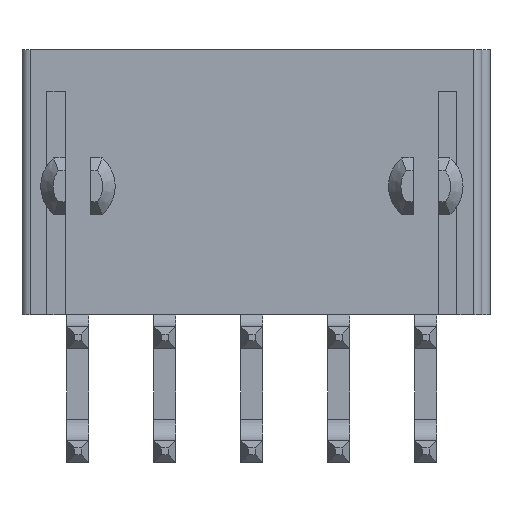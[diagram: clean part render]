
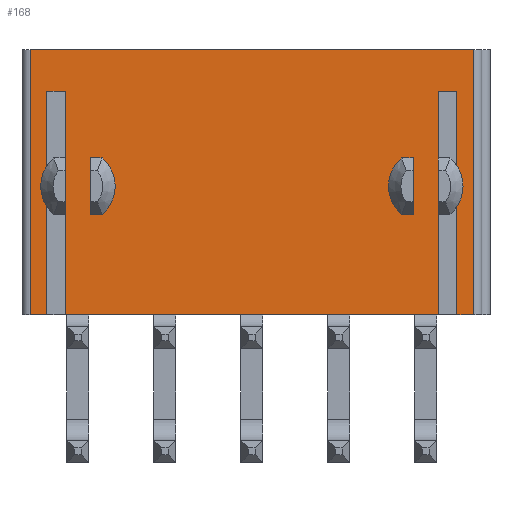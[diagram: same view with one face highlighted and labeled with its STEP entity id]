
A CAD part, front view. The second image highlights one B-rep face of the part: STEP entity #168.
In plain terms, the highlighted planar face has unit normal (0, -1, 0).
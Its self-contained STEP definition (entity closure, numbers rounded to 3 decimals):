
#168 = ADVANCED_FACE( '', ( #551, #552, #553 ), #554, .T. );
#551 = FACE_OUTER_BOUND( '', #1254, .T. );
#552 = FACE_BOUND( '', #1255, .T. );
#553 = FACE_BOUND( '', #1256, .T. );
#554 = PLANE( '', #1257 );
#1254 = EDGE_LOOP( '', ( #2182, #2183, #2184, #2185, #2186, #2187, #2188, #2189, #2190, #2191, #2192, #2193 ) );
#1255 = EDGE_LOOP( '', ( #2194, #2195 ) );
#1256 = EDGE_LOOP( '', ( #2196, #2197 ) );
#1257 = AXIS2_PLACEMENT_3D( '', #2198, #2199, #2200 );
#2182 = ORIENTED_EDGE( '', *, *, #4674, .F. );
#2183 = ORIENTED_EDGE( '', *, *, #4545, .F. );
#2184 = ORIENTED_EDGE( '', *, *, #4675, .T. );
#2185 = ORIENTED_EDGE( '', *, *, #4676, .T. );
#2186 = ORIENTED_EDGE( '', *, *, #4667, .F. );
#2187 = ORIENTED_EDGE( '', *, *, #4553, .F. );
#2188 = ORIENTED_EDGE( '', *, *, #4677, .T. );
#2189 = ORIENTED_EDGE( '', *, *, #4678, .F. );
#2190 = ORIENTED_EDGE( '', *, *, #4679, .T. );
#2191 = ORIENTED_EDGE( '', *, *, #4549, .F. );
#2192 = ORIENTED_EDGE( '', *, *, #4680, .T. );
#2193 = ORIENTED_EDGE( '', *, *, #4681, .F. );
#2194 = ORIENTED_EDGE( '', *, *, #4682, .T. );
#2195 = ORIENTED_EDGE( '', *, *, #4683, .T. );
#2196 = ORIENTED_EDGE( '', *, *, #4684, .T. );
#2197 = ORIENTED_EDGE( '', *, *, #4685, .T. );
#2198 = CARTESIAN_POINT( '', ( 11.1, 0.4, 0. ) );
#2199 = DIRECTION( '', ( 0., -1., 0. ) );
#2200 = DIRECTION( '', ( 0., 0., -1. ) );
#4545 = EDGE_CURVE( '', #5404, #5406, #5407, .T. );
#4549 = EDGE_CURVE( '', #5412, #5414, #5415, .T. );
#4553 = EDGE_CURVE( '', #5420, #5387, #5422, .T. );
#4667 = EDGE_CURVE( '', #5387, #5643, #5644, .T. );
#4674 = EDGE_CURVE( '', #5406, #5656, #5657, .T. );
#4675 = EDGE_CURVE( '', #5404, #5658, #5659, .T. );
#4676 = EDGE_CURVE( '', #5658, #5643, #5660, .T. );
#4677 = EDGE_CURVE( '', #5420, #5661, #5662, .T. );
#4678 = EDGE_CURVE( '', #5663, #5661, #5664, .T. );
#4679 = EDGE_CURVE( '', #5663, #5414, #5665, .T. );
#4680 = EDGE_CURVE( '', #5412, #5666, #5667, .T. );
#4681 = EDGE_CURVE( '', #5656, #5666, #5668, .T. );
#4682 = EDGE_CURVE( '', #5669, #5670, #5671, .T. );
#4683 = EDGE_CURVE( '', #5670, #5669, #5672, .T. );
#4684 = EDGE_CURVE( '', #5673, #5674, #5675, .T. );
#4685 = EDGE_CURVE( '', #5674, #5673, #5676, .T. );
#5387 = VERTEX_POINT( '', #6748 );
#5404 = VERTEX_POINT( '', #6769 );
#5406 = VERTEX_POINT( '', #6771 );
#5407 = LINE( '', #6772, #6773 );
#5412 = VERTEX_POINT( '', #6780 );
#5414 = VERTEX_POINT( '', #6783 );
#5415 = LINE( '', #6784, #6785 );
#5420 = VERTEX_POINT( '', #6792 );
#5422 = LINE( '', #6795, #6796 );
#5643 = VERTEX_POINT( '', #7126 );
#5644 = LINE( '', #7127, #7128 );
#5656 = VERTEX_POINT( '', #7145 );
#5657 = LINE( '', #7146, #7147 );
#5658 = VERTEX_POINT( '', #7148 );
#5659 = LINE( '', #7149, #7150 );
#5660 = LINE( '', #7151, #7152 );
#5661 = VERTEX_POINT( '', #7153 );
#5662 = LINE( '', #7154, #7155 );
#5663 = VERTEX_POINT( '', #7156 );
#5664 = LINE( '', #7157, #7158 );
#5665 = LINE( '', #7159, #7160 );
#5666 = VERTEX_POINT( '', #7161 );
#5667 = LINE( '', #7162, #7163 );
#5668 = LINE( '', #7164, #7165 );
#5669 = VERTEX_POINT( '', #7166 );
#5670 = VERTEX_POINT( '', #7167 );
#5671 = LINE( '', #7168, #7169 );
#5672 = CIRCLE( '', #7170, 1.5 );
#5673 = VERTEX_POINT( '', #7171 );
#5674 = VERTEX_POINT( '', #7172 );
#5675 = LINE( '', #7173, #7174 );
#5676 = CIRCLE( '', #7175, 1.5 );
#6748 = CARTESIAN_POINT( '', ( -10.7, 0.4, -12.8 ) );
#6769 = CARTESIAN_POINT( '', ( 10.7, 0.4, -12.8 ) );
#6771 = CARTESIAN_POINT( '', ( 9.9, 0.4, -12.8 ) );
#6772 = CARTESIAN_POINT( '', ( 10.7, 0.4, -12.8 ) );
#6773 = VECTOR( '', #8721, 1000. );
#6780 = CARTESIAN_POINT( '', ( 9.01, 0.4, -12.8 ) );
#6783 = CARTESIAN_POINT( '', ( -9.01, 0.4, -12.8 ) );
#6784 = CARTESIAN_POINT( '', ( 9.01, 0.4, -12.8 ) );
#6785 = VECTOR( '', #8725, 1000. );
#6792 = CARTESIAN_POINT( '', ( -9.9, 0.4, -12.8 ) );
#6795 = CARTESIAN_POINT( '', ( -9.9, 0.4, -12.8 ) );
#6796 = VECTOR( '', #8729, 1000. );
#7126 = CARTESIAN_POINT( '', ( -10.7, 0.4, 0. ) );
#7127 = CARTESIAN_POINT( '', ( -10.7, 0.4, -12.8 ) );
#7128 = VECTOR( '', #8851, 1000. );
#7145 = CARTESIAN_POINT( '', ( 9.9, 0.4, -2. ) );
#7146 = CARTESIAN_POINT( '', ( 9.9, 0.4, -12.8 ) );
#7147 = VECTOR( '', #8860, 1000. );
#7148 = CARTESIAN_POINT( '', ( 10.7, 0.4, 0. ) );
#7149 = CARTESIAN_POINT( '', ( 10.7, 0.4, -12.8 ) );
#7150 = VECTOR( '', #8861, 1000. );
#7151 = CARTESIAN_POINT( '', ( 10.7, 0.4, 0. ) );
#7152 = VECTOR( '', #8862, 1000. );
#7153 = CARTESIAN_POINT( '', ( -9.9, 0.4, -2. ) );
#7154 = CARTESIAN_POINT( '', ( -9.9, 0.4, -12.8 ) );
#7155 = VECTOR( '', #8863, 1000. );
#7156 = CARTESIAN_POINT( '', ( -9.01, 0.4, -2. ) );
#7157 = CARTESIAN_POINT( '', ( -9.01, 0.4, -2. ) );
#7158 = VECTOR( '', #8864, 1000. );
#7159 = CARTESIAN_POINT( '', ( -9.01, 0.4, -2. ) );
#7160 = VECTOR( '', #8865, 1000. );
#7161 = CARTESIAN_POINT( '', ( 9.01, 0.4, -2. ) );
#7162 = CARTESIAN_POINT( '', ( 9.01, 0.4, -12.8 ) );
#7163 = VECTOR( '', #8866, 1000. );
#7164 = CARTESIAN_POINT( '', ( 9.9, 0.4, -2. ) );
#7165 = VECTOR( '', #8867, 1000. );
#7166 = CARTESIAN_POINT( '', ( -7.79, 0.4, -7.97 ) );
#7167 = CARTESIAN_POINT( '', ( -7.79, 0.4, -5.23 ) );
#7168 = CARTESIAN_POINT( '', ( -7.79, 0.4, -7.97 ) );
#7169 = VECTOR( '', #8868, 1000. );
#7170 = AXIS2_PLACEMENT_3D( '', #8869, #8870, #8871 );
#7171 = CARTESIAN_POINT( '', ( 7.79, 0.4, -5.23 ) );
#7172 = CARTESIAN_POINT( '', ( 7.79, 0.4, -7.97 ) );
#7173 = CARTESIAN_POINT( '', ( 7.79, 0.4, -5.23 ) );
#7174 = VECTOR( '', #8872, 1000. );
#7175 = AXIS2_PLACEMENT_3D( '', #8873, #8874, #8875 );
#8721 = DIRECTION( '', ( -1., 0., 0. ) );
#8725 = DIRECTION( '', ( -1., 0., 0. ) );
#8729 = DIRECTION( '', ( -1., 0., 0. ) );
#8851 = DIRECTION( '', ( 0., 0., 1. ) );
#8860 = DIRECTION( '', ( 0., 0., 1. ) );
#8861 = DIRECTION( '', ( 0., 0., 1. ) );
#8862 = DIRECTION( '', ( -1., 0., 0. ) );
#8863 = DIRECTION( '', ( 0., 0., 1. ) );
#8864 = DIRECTION( '', ( -1., 0., 0. ) );
#8865 = DIRECTION( '', ( 0., 0., -1. ) );
#8866 = DIRECTION( '', ( 0., 0., 1. ) );
#8867 = DIRECTION( '', ( -1., 0., 0. ) );
#8868 = DIRECTION( '', ( 0., 0., 1. ) );
#8869 = CARTESIAN_POINT( '', ( -8.4, 0.4, -6.6 ) );
#8870 = DIRECTION( '', ( 0., 1., 0. ) );
#8871 = DIRECTION( '', ( 0.407, 0., 0.914 ) );
#8872 = DIRECTION( '', ( 0., 0., -1. ) );
#8873 = CARTESIAN_POINT( '', ( 8.4, 0.4, -6.6 ) );
#8874 = DIRECTION( '', ( 0., 1., 0. ) );
#8875 = DIRECTION( '', ( -0.407, 0., -0.914 ) );
